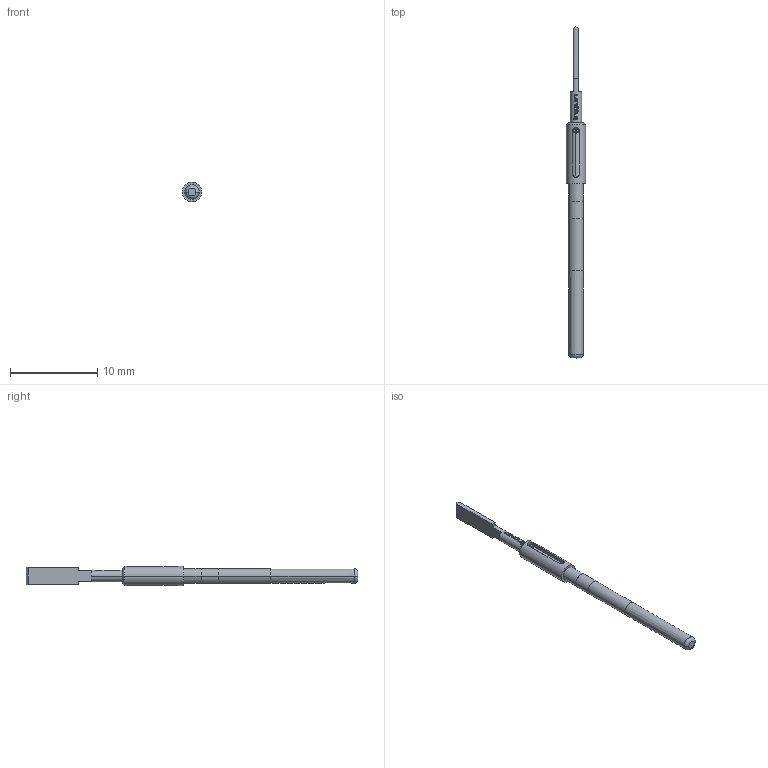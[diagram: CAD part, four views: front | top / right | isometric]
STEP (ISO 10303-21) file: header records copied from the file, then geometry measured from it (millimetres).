
FILE_DESCRIPTION (( 'STEP AP203' ), '1' );
FILE_NAME ('INGUN_GKS-710_220_050_R_xx07_S.STEP', '2021-12-20T09:35:48', ( 'ochi' ), ( '' ), 'SwSTEP 2.0', 'SolidWorks 2018', '' );
FILE_SCHEMA (( 'CONFIG_CONTROL_DESIGN' ));
Length unit declared in the file: millimetre
Products named in the file (1): INGUN_GKS-710_220_050_R_xx07_S
Bounding box: 2.2 x 38.1 x 2.2 mm (x, y, z)
Volume: 76.8 mm3; surface area: 219.8 mm2
Topology: 1 solids, 1 shells, 130 faces, 335 edges, 220 vertices
Faces by surface type: plane 65, cylinder 31, bspline 22, cone 10, torus 2
Entity records: 4370 total; most frequent: CARTESIAN_POINT 1323, ORIENTED_EDGE 670, DIRECTION 531, EDGE_CURVE 335, VERTEX_POINT 220, AXIS2_PLACEMENT_3D 198, EDGE_LOOP 143, LINE 135
